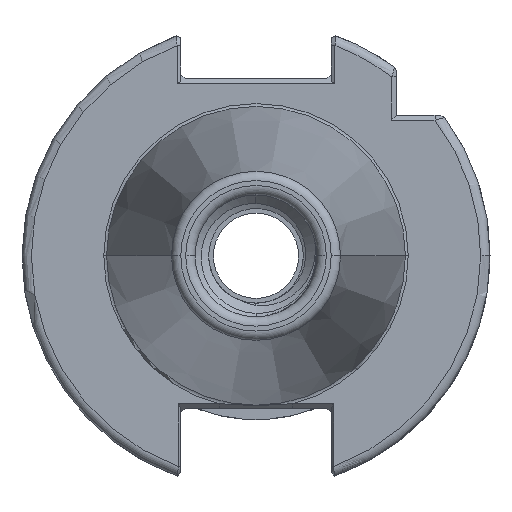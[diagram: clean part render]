
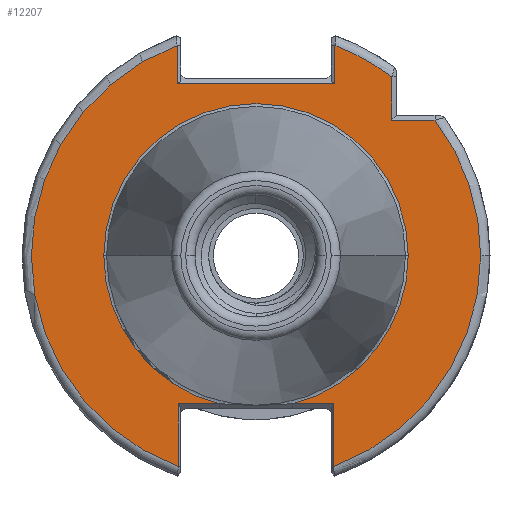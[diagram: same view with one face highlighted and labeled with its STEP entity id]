
A CAD part, left-side view. The second image highlights one B-rep face of the part: STEP entity #12207.
In plain terms, the highlighted planar face has unit normal (-1, 0, 0).
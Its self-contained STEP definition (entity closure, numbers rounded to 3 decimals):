
#1834 = DIRECTION ( 'NONE',  ( 0., -1., 0. ) ) ;
#1838 = CARTESIAN_POINT ( 'NONE',  ( 0., 0., 0. ) ) ;
#1839 = DIRECTION ( 'NONE',  ( 1., 0., 0. ) ) ;
#3438 = AXIS2_PLACEMENT_3D ( 'NONE', #7345, #7340, #7379 ) ;
#3441 = AXIS2_PLACEMENT_3D ( 'NONE', #7363, #7381, #7357 ) ;
#3452 = AXIS2_PLACEMENT_3D ( 'NONE', #7444, #7427, #7452 ) ;
#3529 = EDGE_CURVE ( 'NONE', #6239, #6298, #17156, .T. ) ;
#3530 = EDGE_CURVE ( 'NONE', #6274, #6058, #17176, .T. ) ;
#3542 = EDGE_CURVE ( 'NONE', #6235, #6274, #17213, .T. ) ;
#3543 = EDGE_CURVE ( 'NONE', #6252, #6346, #17167, .T. ) ;
#3551 = EDGE_CURVE ( 'NONE', #6346, #6271, #17198, .T. ) ;
#3552 = EDGE_CURVE ( 'NONE', #6050, #6038, #17190, .T. ) ;
#3553 = EDGE_CURVE ( 'NONE', #6271, #6289, #17199, .T. ) ;
#3556 = EDGE_CURVE ( 'NONE', #6298, #6235, #17165, .T. ) ;
#3558 = EDGE_CURVE ( 'NONE', #6224, #6239, #17175, .T. ) ;
#3566 = EDGE_CURVE ( 'NONE', #6289, #6224, #17189, .T. ) ;
#3575 = EDGE_CURVE ( 'NONE', #6290, #6110, #17180, .T. ) ;
#3576 = EDGE_CURVE ( 'NONE', #6104, #6290, #17161, .T. ) ;
#3649 = EDGE_CURVE ( 'NONE', #6203, #6252, #16688, .T. ) ;
#3710 = EDGE_CURVE ( 'NONE', #6110, #6203, #16498, .T. ) ;
#3986 = CIRCLE ( 'NONE', #8467, 16.262 ) ;
#5660 = EDGE_LOOP ( 'NONE', ( #15474, #15497, #15570, #15511, #15503, #15469, #15531, #15539, #15483, #15492, #15582, #15501, #15517, #15523, #15512, #15473 ) ) ;
#6038 = VERTEX_POINT ( 'NONE', #10184 ) ;
#6050 = VERTEX_POINT ( 'NONE', #10142 ) ;
#6058 = VERTEX_POINT ( 'NONE', #10209 ) ;
#6104 = VERTEX_POINT ( 'NONE', #10244 ) ;
#6110 = VERTEX_POINT ( 'NONE', #10235 ) ;
#6203 = VERTEX_POINT ( 'NONE', #9145 ) ;
#6224 = VERTEX_POINT ( 'NONE', #9129 ) ;
#6235 = VERTEX_POINT ( 'NONE', #9153 ) ;
#6239 = VERTEX_POINT ( 'NONE', #9101 ) ;
#6252 = VERTEX_POINT ( 'NONE', #9190 ) ;
#6271 = VERTEX_POINT ( 'NONE', #9214 ) ;
#6274 = VERTEX_POINT ( 'NONE', #9215 ) ;
#6289 = VERTEX_POINT ( 'NONE', #9176 ) ;
#6290 = VERTEX_POINT ( 'NONE', #9209 ) ;
#6298 = VERTEX_POINT ( 'NONE', #9223 ) ;
#6346 = VERTEX_POINT ( 'NONE', #9247 ) ;
#7135 = DIRECTION ( 'NONE',  ( 0., 0., 1. ) ) ;
#7138 = CARTESIAN_POINT ( 'NONE',  ( 0., 8.434, 0. ) ) ;
#7150 = CARTESIAN_POINT ( 'NONE',  ( 0., -8.288, -15.8 ) ) ;
#7159 = DIRECTION ( 'NONE',  ( 0., -1., 0. ) ) ;
#7311 = CARTESIAN_POINT ( 'NONE',  ( 0., 8.288, -16.3 ) ) ;
#7312 = DIRECTION ( 'NONE',  ( 0., 1., 0. ) ) ;
#7319 = CARTESIAN_POINT ( 'NONE',  ( 0., -15., 14.5 ) ) ;
#7324 = CARTESIAN_POINT ( 'NONE',  ( 0., -14.5, 18.735 ) ) ;
#7329 = DIRECTION ( 'NONE',  ( 0., 0., 1. ) ) ;
#7332 = DIRECTION ( 'NONE',  ( 0., 0., 1. ) ) ;
#7340 = DIRECTION ( 'NONE',  ( 1., 0., 0. ) ) ;
#7344 = CARTESIAN_POINT ( 'NONE',  ( 0., 16.342, 18.4 ) ) ;
#7345 = CARTESIAN_POINT ( 'NONE',  ( 0., 0., 0. ) ) ;
#7357 = DIRECTION ( 'NONE',  ( 0., -1., 0. ) ) ;
#7363 = CARTESIAN_POINT ( 'NONE',  ( 0., 0., 0. ) ) ;
#7379 = DIRECTION ( 'NONE',  ( 0., -1., 0. ) ) ;
#7381 = DIRECTION ( 'NONE',  ( -1., 0., 0. ) ) ;
#7427 = DIRECTION ( 'NONE',  ( -1., 0., 0. ) ) ;
#7428 = DIRECTION ( 'NONE',  ( 0., 1., 0. ) ) ;
#7444 = CARTESIAN_POINT ( 'NONE',  ( 0., 0., 0. ) ) ;
#7452 = DIRECTION ( 'NONE',  ( 0., -1., 0. ) ) ;
#7480 = CARTESIAN_POINT ( 'NONE',  ( 0., -8.434, 0. ) ) ;
#7490 = DIRECTION ( 'NONE',  ( 0., 0., -1. ) ) ;
#7525 = CARTESIAN_POINT ( 'NONE',  ( 0., -8.288, -22.61 ) ) ;
#7526 = DIRECTION ( 'NONE',  ( 0., -1., 0. ) ) ;
#7556 = CARTESIAN_POINT ( 'NONE',  ( 0., -8.288, -15.8 ) ) ;
#7559 = DIRECTION ( 'NONE',  ( 0., 0., -1. ) ) ;
#7918 = DIRECTION ( 'NONE',  ( 0., -1., 0. ) ) ;
#7921 = CARTESIAN_POINT ( 'NONE',  ( 0., 0., 0. ) ) ;
#7932 = DIRECTION ( 'NONE',  ( -1., 0., 0. ) ) ;
#8208 = EDGE_CURVE ( 'NONE', #6058, #6050, #16586, .T. ) ;
#8379 = EDGE_CURVE ( 'NONE', #6038, #6104, #3986, .T. ) ;
#8467 = AXIS2_PLACEMENT_3D ( 'NONE', #1838, #1839, #1834 ) ;
#8582 = AXIS2_PLACEMENT_3D ( 'NONE', #14426, #14427, #14440 ) ;
#8686 = AXIS2_PLACEMENT_3D ( 'NONE', #7921, #7932, #7918 ) ;
#8696 = AXIS2_PLACEMENT_3D ( 'NONE', #10609, #10615, #10597 ) ;
#8711 = AXIS2_PLACEMENT_3D ( 'NONE', #9780, #9798, #9791 ) ;
#9101 = CARTESIAN_POINT ( 'NONE',  ( 0., 8.434, 18.4 ) ) ;
#9129 = CARTESIAN_POINT ( 'NONE',  ( 0., -8.434, 18.4 ) ) ;
#9145 = CARTESIAN_POINT ( 'NONE',  ( 0., -24., 0. ) ) ;
#9153 = CARTESIAN_POINT ( 'NONE',  ( 0., 8.288, -22.523 ) ) ;
#9176 = CARTESIAN_POINT ( 'NONE',  ( 0., -8.434, 22.469 ) ) ;
#9190 = CARTESIAN_POINT ( 'NONE',  ( 0., -19.125, 14.5 ) ) ;
#9209 = CARTESIAN_POINT ( 'NONE',  ( 0., -8.288, -15.8 ) ) ;
#9214 = CARTESIAN_POINT ( 'NONE',  ( 0., -14.5, 19.125 ) ) ;
#9215 = CARTESIAN_POINT ( 'NONE',  ( 0., 8.288, -15.8 ) ) ;
#9223 = CARTESIAN_POINT ( 'NONE',  ( 0., 8.434, 22.469 ) ) ;
#9247 = CARTESIAN_POINT ( 'NONE',  ( 0., -14.5, 14.5 ) ) ;
#9780 = CARTESIAN_POINT ( 'NONE',  ( 0., 0., 0. ) ) ;
#9791 = DIRECTION ( 'NONE',  ( 0., -1., 0. ) ) ;
#9798 = DIRECTION ( 'NONE',  ( -1., 0., 0. ) ) ;
#10142 = CARTESIAN_POINT ( 'NONE',  ( 0., 16.262, 0. ) ) ;
#10184 = CARTESIAN_POINT ( 'NONE',  ( 0., -16.262, 0. ) ) ;
#10209 = CARTESIAN_POINT ( 'NONE',  ( 0., 3.851, -15.8 ) ) ;
#10235 = CARTESIAN_POINT ( 'NONE',  ( 0., -8.288, -22.523 ) ) ;
#10244 = CARTESIAN_POINT ( 'NONE',  ( 0., -3.851, -15.8 ) ) ;
#10597 = DIRECTION ( 'NONE',  ( 0., -1., 0. ) ) ;
#10609 = CARTESIAN_POINT ( 'NONE',  ( 0., 0., 0. ) ) ;
#10615 = DIRECTION ( 'NONE',  ( 1., 0., 0. ) ) ;
#12207 = ADVANCED_FACE ( 'NONE', ( #16380 ), #14454, .T. ) ;
#14426 = CARTESIAN_POINT ( 'NONE',  ( 0., 16.342, 0. ) ) ;
#14427 = DIRECTION ( 'NONE',  ( -1., 0., 0. ) ) ;
#14440 = DIRECTION ( 'NONE',  ( 0., -1., 0. ) ) ;
#14454 = PLANE ( 'NONE',  #8582 ) ;
#15469 = ORIENTED_EDGE ( 'NONE', *, *, #3710, .T. ) ;
#15473 = ORIENTED_EDGE ( 'NONE', *, *, #3530, .T. ) ;
#15474 = ORIENTED_EDGE ( 'NONE', *, *, #8208, .T. ) ;
#15483 = ORIENTED_EDGE ( 'NONE', *, *, #3551, .T. ) ;
#15492 = ORIENTED_EDGE ( 'NONE', *, *, #3553, .T. ) ;
#15497 = ORIENTED_EDGE ( 'NONE', *, *, #3552, .T. ) ;
#15501 = ORIENTED_EDGE ( 'NONE', *, *, #3558, .T. ) ;
#15503 = ORIENTED_EDGE ( 'NONE', *, *, #3575, .T. ) ;
#15511 = ORIENTED_EDGE ( 'NONE', *, *, #3576, .T. ) ;
#15512 = ORIENTED_EDGE ( 'NONE', *, *, #3542, .T. ) ;
#15517 = ORIENTED_EDGE ( 'NONE', *, *, #3529, .T. ) ;
#15523 = ORIENTED_EDGE ( 'NONE', *, *, #3556, .T. ) ;
#15531 = ORIENTED_EDGE ( 'NONE', *, *, #3649, .T. ) ;
#15539 = ORIENTED_EDGE ( 'NONE', *, *, #3543, .T. ) ;
#15570 = ORIENTED_EDGE ( 'NONE', *, *, #8379, .T. ) ;
#15582 = ORIENTED_EDGE ( 'NONE', *, *, #3566, .T. ) ;
#16380 = FACE_OUTER_BOUND ( 'NONE', #5660, .T. ) ;
#16498 = CIRCLE ( 'NONE', #8711, 24. ) ;
#16586 = CIRCLE ( 'NONE', #8696, 16.262 ) ;
#16688 = CIRCLE ( 'NONE', #8686, 24. ) ;
#17156 = LINE ( 'NONE', #7138, #17158 ) ;
#17158 = VECTOR ( 'NONE', #7135, 1000. ) ;
#17159 = VECTOR ( 'NONE', #7159, 1000. ) ;
#17161 = LINE ( 'NONE', #7556, #17170 ) ;
#17164 = VECTOR ( 'NONE', #7332, 1000. ) ;
#17165 = CIRCLE ( 'NONE', #3452, 24. ) ;
#17167 = LINE ( 'NONE', #7319, #17171 ) ;
#17170 = VECTOR ( 'NONE', #7526, 1000. ) ;
#17171 = VECTOR ( 'NONE', #7312, 1000. ) ;
#17173 = VECTOR ( 'NONE', #7559, 1000. ) ;
#17175 = LINE ( 'NONE', #7344, #17200 ) ;
#17176 = LINE ( 'NONE', #7150, #17159 ) ;
#17180 = LINE ( 'NONE', #7525, #17173 ) ;
#17187 = VECTOR ( 'NONE', #7490, 1000. ) ;
#17189 = LINE ( 'NONE', #7480, #17187 ) ;
#17190 = CIRCLE ( 'NONE', #3438, 16.262 ) ;
#17194 = VECTOR ( 'NONE', #7329, 1000. ) ;
#17198 = LINE ( 'NONE', #7324, #17194 ) ;
#17199 = CIRCLE ( 'NONE', #3441, 24. ) ;
#17200 = VECTOR ( 'NONE', #7428, 1000. ) ;
#17213 = LINE ( 'NONE', #7311, #17164 ) ;
